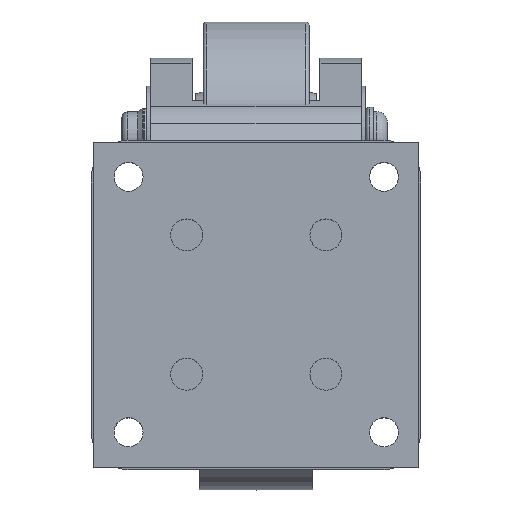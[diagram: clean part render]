
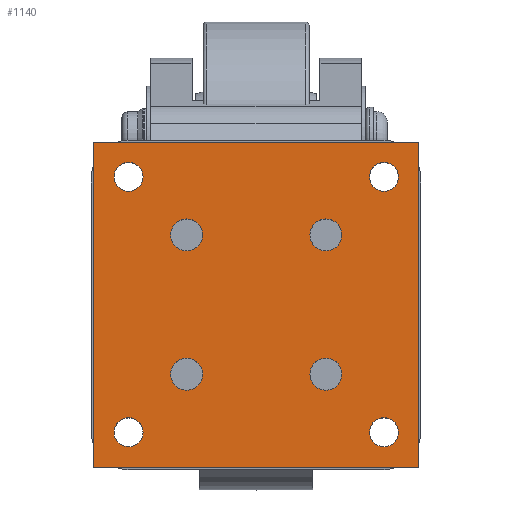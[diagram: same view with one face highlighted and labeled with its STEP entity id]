
A CAD part, top view. The second image highlights one B-rep face of the part: STEP entity #1140.
In plain terms, the highlighted planar face has unit normal (0, 0, 1).
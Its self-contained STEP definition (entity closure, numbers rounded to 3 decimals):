
#132=CARTESIAN_POINT('',(1.625,1.531,4.77));
#133=VERTEX_POINT('',#132);
#149=CARTESIAN_POINT('',(1.625,1.219,4.77));
#150=VERTEX_POINT('',#149);
#157=CARTESIAN_POINT('',(1.625,1.375,4.77));
#158=DIRECTION('',(0.0,0.0,-1.0));
#159=DIRECTION('',(0.0,1.0,0.0));
#160=AXIS2_PLACEMENT_3D('',#157,#158,#159);
#161=CIRCLE('',#160,0.156);
#162=EDGE_CURVE('',#133,#150,#161,.T.);
#174=CARTESIAN_POINT('',(-1.125,-1.219,4.77));
#175=VERTEX_POINT('',#174);
#191=CARTESIAN_POINT('',(-1.125,-1.531,4.77));
#192=VERTEX_POINT('',#191);
#199=CARTESIAN_POINT('',(-1.125,-1.375,4.77));
#200=DIRECTION('',(0.0,0.0,-1.0));
#201=DIRECTION('',(0.0,1.0,0.0));
#202=AXIS2_PLACEMENT_3D('',#199,#200,#201);
#203=CIRCLE('',#202,0.156);
#204=EDGE_CURVE('',#175,#192,#203,.T.);
#216=CARTESIAN_POINT('',(-0.5,-0.578,4.77));
#217=VERTEX_POINT('',#216);
#233=CARTESIAN_POINT('',(-0.5,-0.922,4.77));
#234=VERTEX_POINT('',#233);
#241=CARTESIAN_POINT('',(-0.5,-0.75,4.77));
#242=DIRECTION('',(0.0,0.0,-1.0));
#243=DIRECTION('',(0.0,1.0,0.0));
#244=AXIS2_PLACEMENT_3D('',#241,#242,#243);
#245=CIRCLE('',#244,0.172);
#246=EDGE_CURVE('',#217,#234,#245,.T.);
#258=CARTESIAN_POINT('',(1.,0.922,4.77));
#259=VERTEX_POINT('',#258);
#275=CARTESIAN_POINT('',(1.,0.578,4.77));
#276=VERTEX_POINT('',#275);
#283=CARTESIAN_POINT('',(1.,0.75,4.77));
#284=DIRECTION('',(0.0,0.0,-1.0));
#285=DIRECTION('',(0.0,1.0,0.0));
#286=AXIS2_PLACEMENT_3D('',#283,#284,#285);
#287=CIRCLE('',#286,0.172);
#288=EDGE_CURVE('',#259,#276,#287,.T.);
#300=CARTESIAN_POINT('',(1.,-0.578,4.77));
#301=VERTEX_POINT('',#300);
#317=CARTESIAN_POINT('',(1.,-0.922,4.77));
#318=VERTEX_POINT('',#317);
#325=CARTESIAN_POINT('',(1.,-0.75,4.77));
#326=DIRECTION('',(0.0,0.0,-1.0));
#327=DIRECTION('',(0.0,1.0,0.0));
#328=AXIS2_PLACEMENT_3D('',#325,#326,#327);
#329=CIRCLE('',#328,0.172);
#330=EDGE_CURVE('',#301,#318,#329,.T.);
#342=CARTESIAN_POINT('',(-0.5,0.922,4.77));
#343=VERTEX_POINT('',#342);
#359=CARTESIAN_POINT('',(-0.5,0.578,4.77));
#360=VERTEX_POINT('',#359);
#367=CARTESIAN_POINT('',(-0.5,0.75,4.77));
#368=DIRECTION('',(0.0,0.0,-1.0));
#369=DIRECTION('',(0.0,1.0,0.0));
#370=AXIS2_PLACEMENT_3D('',#367,#368,#369);
#371=CIRCLE('',#370,0.172);
#372=EDGE_CURVE('',#343,#360,#371,.T.);
#384=CARTESIAN_POINT('',(-1.125,1.531,4.77));
#385=VERTEX_POINT('',#384);
#401=CARTESIAN_POINT('',(-1.125,1.219,4.77));
#402=VERTEX_POINT('',#401);
#409=CARTESIAN_POINT('',(-1.125,1.375,4.77));
#410=DIRECTION('',(0.0,0.0,-1.0));
#411=DIRECTION('',(0.0,1.0,0.0));
#412=AXIS2_PLACEMENT_3D('',#409,#410,#411);
#413=CIRCLE('',#412,0.156);
#414=EDGE_CURVE('',#385,#402,#413,.T.);
#426=CARTESIAN_POINT('',(1.625,-1.219,4.77));
#427=VERTEX_POINT('',#426);
#443=CARTESIAN_POINT('',(1.625,-1.531,4.77));
#444=VERTEX_POINT('',#443);
#451=CARTESIAN_POINT('',(1.625,-1.375,4.77));
#452=DIRECTION('',(0.0,0.0,-1.0));
#453=DIRECTION('',(0.0,1.0,0.0));
#454=AXIS2_PLACEMENT_3D('',#451,#452,#453);
#455=CIRCLE('',#454,0.156);
#456=EDGE_CURVE('',#427,#444,#455,.T.);
#811=CARTESIAN_POINT('',(1.625,-1.375,4.77));
#812=DIRECTION('',(0.0,0.0,-1.0));
#813=DIRECTION('',(0.0,1.0,0.0));
#814=AXIS2_PLACEMENT_3D('',#811,#812,#813);
#815=CIRCLE('',#814,0.156);
#816=EDGE_CURVE('',#444,#427,#815,.T.);
#835=CARTESIAN_POINT('',(-1.125,1.375,4.77));
#836=DIRECTION('',(0.0,0.0,-1.0));
#837=DIRECTION('',(0.0,1.0,0.0));
#838=AXIS2_PLACEMENT_3D('',#835,#836,#837);
#839=CIRCLE('',#838,0.156);
#840=EDGE_CURVE('',#402,#385,#839,.T.);
#859=CARTESIAN_POINT('',(-0.5,0.75,4.77));
#860=DIRECTION('',(0.0,0.0,-1.0));
#861=DIRECTION('',(0.0,1.0,0.0));
#862=AXIS2_PLACEMENT_3D('',#859,#860,#861);
#863=CIRCLE('',#862,0.172);
#864=EDGE_CURVE('',#360,#343,#863,.T.);
#877=CARTESIAN_POINT('',(1.,-0.75,4.77));
#878=DIRECTION('',(0.0,0.0,-1.0));
#879=DIRECTION('',(0.0,1.0,0.0));
#880=AXIS2_PLACEMENT_3D('',#877,#878,#879);
#881=CIRCLE('',#880,0.172);
#882=EDGE_CURVE('',#318,#301,#881,.T.);
#895=CARTESIAN_POINT('',(1.,0.75,4.77));
#896=DIRECTION('',(0.0,0.0,-1.0));
#897=DIRECTION('',(0.0,1.0,0.0));
#898=AXIS2_PLACEMENT_3D('',#895,#896,#897);
#899=CIRCLE('',#898,0.172);
#900=EDGE_CURVE('',#276,#259,#899,.T.);
#913=CARTESIAN_POINT('',(-0.5,-0.75,4.77));
#914=DIRECTION('',(0.0,0.0,-1.0));
#915=DIRECTION('',(0.0,1.0,0.0));
#916=AXIS2_PLACEMENT_3D('',#913,#914,#915);
#917=CIRCLE('',#916,0.172);
#918=EDGE_CURVE('',#234,#217,#917,.T.);
#931=CARTESIAN_POINT('',(-1.125,-1.375,4.77));
#932=DIRECTION('',(0.0,0.0,-1.0));
#933=DIRECTION('',(0.0,1.0,0.0));
#934=AXIS2_PLACEMENT_3D('',#931,#932,#933);
#935=CIRCLE('',#934,0.156);
#936=EDGE_CURVE('',#192,#175,#935,.T.);
#955=CARTESIAN_POINT('',(1.625,1.375,4.77));
#956=DIRECTION('',(0.0,0.0,-1.0));
#957=DIRECTION('',(0.0,1.0,0.0));
#958=AXIS2_PLACEMENT_3D('',#955,#956,#957);
#959=CIRCLE('',#958,0.156);
#960=EDGE_CURVE('',#150,#133,#959,.T.);
#978=CARTESIAN_POINT('',(2.0,-1.75,4.77));
#979=VERTEX_POINT('',#978);
#980=CARTESIAN_POINT('',(-1.5,-1.75,4.77));
#981=VERTEX_POINT('',#980);
#982=CARTESIAN_POINT('',(2.0,-1.75,4.77));
#983=DIRECTION('',(-1.0,0.0,0.0));
#984=VECTOR('',#983,3.5);
#985=LINE('',#982,#984);
#986=EDGE_CURVE('',#979,#981,#985,.T.);
#1018=CARTESIAN_POINT('',(-1.5,1.75,4.77));
#1019=VERTEX_POINT('',#1018);
#1020=CARTESIAN_POINT('',(-1.5,-1.75,4.77));
#1021=DIRECTION('',(0.0,1.0,0.0));
#1022=VECTOR('',#1021,3.5);
#1023=LINE('',#1020,#1022);
#1024=EDGE_CURVE('',#981,#1019,#1023,.T.);
#1049=CARTESIAN_POINT('',(2.0,1.75,4.77));
#1050=VERTEX_POINT('',#1049);
#1051=CARTESIAN_POINT('',(-1.5,1.75,4.77));
#1052=DIRECTION('',(1.0,0.0,0.0));
#1053=VECTOR('',#1052,3.5);
#1054=LINE('',#1051,#1053);
#1055=EDGE_CURVE('',#1019,#1050,#1054,.T.);
#1080=CARTESIAN_POINT('',(2.0,1.75,4.77));
#1081=DIRECTION('',(0.0,-1.0,0.0));
#1082=VECTOR('',#1081,3.5);
#1083=LINE('',#1080,#1082);
#1084=EDGE_CURVE('',#1050,#979,#1083,.T.);
#1097=CARTESIAN_POINT('',(0.25,0.0,4.77));
#1098=DIRECTION('',(0.0,0.0,1.0));
#1099=DIRECTION('',(0.0,1.0,0.0));
#1100=AXIS2_PLACEMENT_3D('',#1097,#1098,#1099);
#1101=PLANE('',#1100);
#1102=ORIENTED_EDGE('',*,*,#986,.F.);
#1103=ORIENTED_EDGE('',*,*,#1084,.F.);
#1104=ORIENTED_EDGE('',*,*,#1055,.F.);
#1105=ORIENTED_EDGE('',*,*,#1024,.F.);
#1106=EDGE_LOOP('',(#1102,#1103,#1104,#1105));
#1107=FACE_OUTER_BOUND('',#1106,.T.);
#1108=ORIENTED_EDGE('',*,*,#456,.T.);
#1109=ORIENTED_EDGE('',*,*,#816,.T.);
#1110=EDGE_LOOP('',(#1108,#1109));
#1111=FACE_BOUND('',#1110,.T.);
#1112=ORIENTED_EDGE('',*,*,#414,.T.);
#1113=ORIENTED_EDGE('',*,*,#840,.T.);
#1114=EDGE_LOOP('',(#1112,#1113));
#1115=FACE_BOUND('',#1114,.T.);
#1116=ORIENTED_EDGE('',*,*,#372,.T.);
#1117=ORIENTED_EDGE('',*,*,#864,.T.);
#1118=EDGE_LOOP('',(#1116,#1117));
#1119=FACE_BOUND('',#1118,.T.);
#1120=ORIENTED_EDGE('',*,*,#330,.T.);
#1121=ORIENTED_EDGE('',*,*,#882,.T.);
#1122=EDGE_LOOP('',(#1120,#1121));
#1123=FACE_BOUND('',#1122,.T.);
#1124=ORIENTED_EDGE('',*,*,#288,.T.);
#1125=ORIENTED_EDGE('',*,*,#900,.T.);
#1126=EDGE_LOOP('',(#1124,#1125));
#1127=FACE_BOUND('',#1126,.T.);
#1128=ORIENTED_EDGE('',*,*,#246,.T.);
#1129=ORIENTED_EDGE('',*,*,#918,.T.);
#1130=EDGE_LOOP('',(#1128,#1129));
#1131=FACE_BOUND('',#1130,.T.);
#1132=ORIENTED_EDGE('',*,*,#204,.T.);
#1133=ORIENTED_EDGE('',*,*,#936,.T.);
#1134=EDGE_LOOP('',(#1132,#1133));
#1135=FACE_BOUND('',#1134,.T.);
#1136=ORIENTED_EDGE('',*,*,#162,.T.);
#1137=ORIENTED_EDGE('',*,*,#960,.T.);
#1138=EDGE_LOOP('',(#1136,#1137));
#1139=FACE_BOUND('',#1138,.T.);
#1140=ADVANCED_FACE('',(#1107,#1111,#1115,#1119,#1123,#1127,#1131,#1135,#1139),#1101,.T.);
